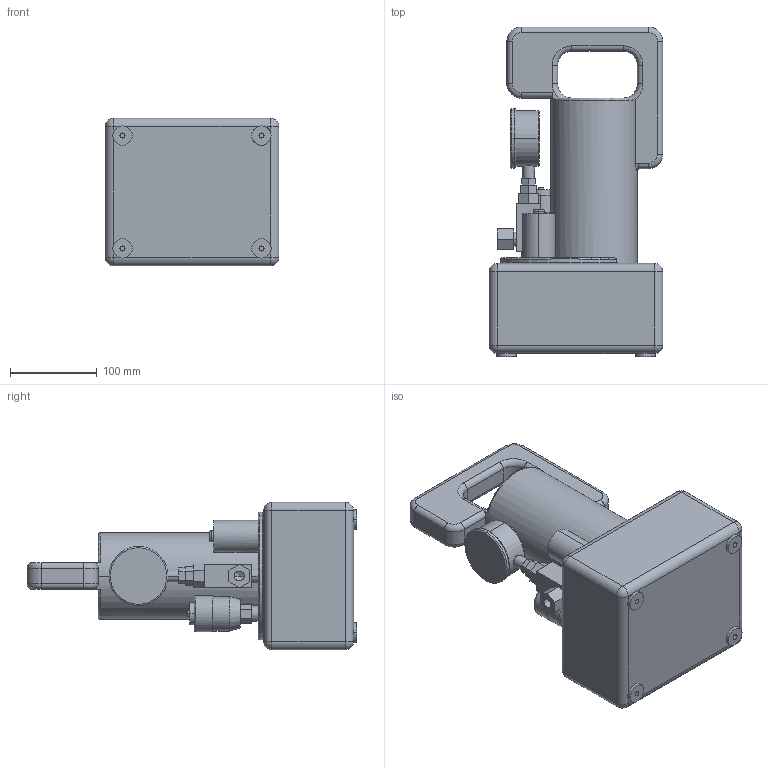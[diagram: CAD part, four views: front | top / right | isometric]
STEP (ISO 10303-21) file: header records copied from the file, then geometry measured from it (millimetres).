
FILE_DESCRIPTION((''),'2;1');
FILE_NAME('ILC55322132','2024-07-24T08:46:52',('Jweaver'),(''),'CREO PARAMETRIC BY PTC INC, 2021164','CREO PARAMETRIC BY PTC INC, 2021164','');
FILE_SCHEMA(('AUTOMOTIVE_DESIGN { 1 0 10303 214 1 1 1 1 }'));
Length unit declared in the file: inch
Products named in the file (1): ILC55322132
Bounding box: 199.9 x 379.73 x 169.93 mm (x, y, z)
Volume: 5715385.6 mm3; surface area: 279771.4 mm2
Topology: 1 solids, 1 shells, 224 faces, 523 edges, 323 vertices
Faces by surface type: plane 90, cylinder 89, torus 31, sphere 8, cone 4, bspline 2
Entity records: 9541 total; most frequent: CARTESIAN_POINT 1434, DIRECTION 1210, ORIENTED_EDGE 1042, PRESENTATION_STYLE_ASSIGNMENT 622, STYLED_ITEM 547, CURVE_STYLE 546, EDGE_CURVE 521, AXIS2_PLACEMENT_3D 464
